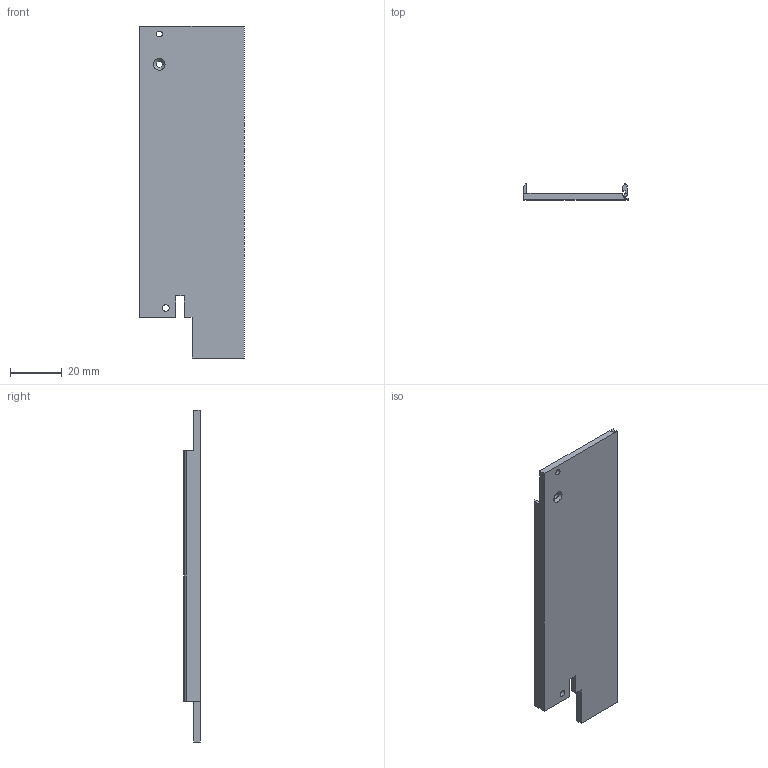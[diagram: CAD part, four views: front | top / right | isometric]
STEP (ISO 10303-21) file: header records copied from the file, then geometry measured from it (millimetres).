
FILE_DESCRIPTION((''),'2;1');
FILE_NAME('226216010908VM-','2014-09-23T',('Rfroetsch'),(''),'PRO/ENGINEER BY PARAMETRIC TECHNOLOGY CORPORATION, 2010160','PRO/ENGINEER BY PARAMETRIC TECHNOLOGY CORPORATION, 2010160','');
FILE_SCHEMA(('AUTOMOTIVE_DESIGN { 1 0 10303 214 1 1 1 1 }'));
Length unit declared in the file: millimetre
Products named in the file (1): 226216010908VM-
Bounding box: 40.34 x 6.3 x 128.7 mm (x, y, z)
Volume: 12606.9 mm3; surface area: 12643.2 mm2
Topology: 1 solids, 1 shells, 47 faces, 131 edges, 86 vertices
Faces by surface type: plane 34, cylinder 11, cone 2
Entity records: 1581 total; most frequent: CARTESIAN_POINT 265, ORIENTED_EDGE 262, DIRECTION 249, EDGE_CURVE 131, VECTOR 107, LINE 107, VERTEX_POINT 86, AXIS2_PLACEMENT_3D 71
